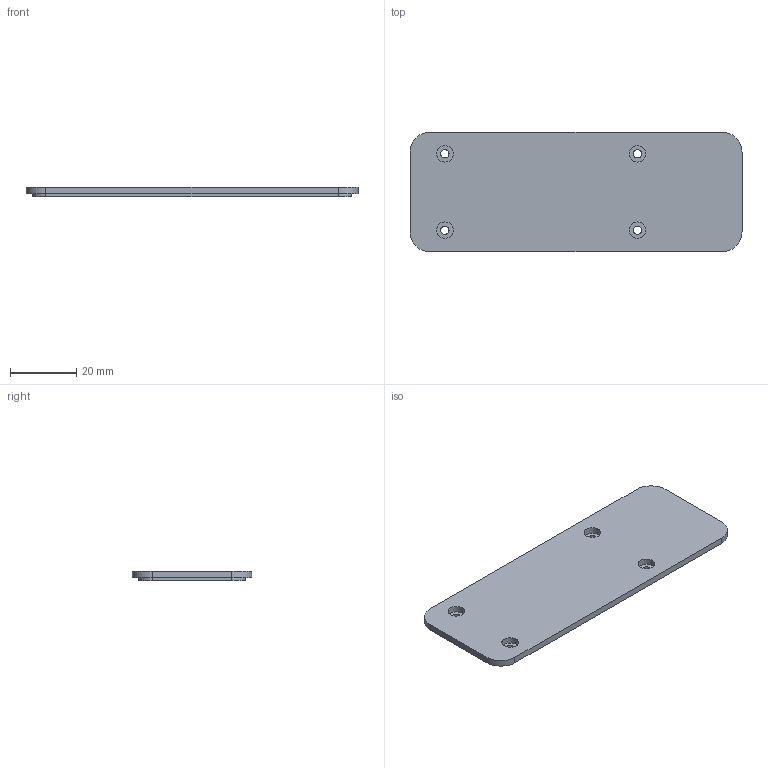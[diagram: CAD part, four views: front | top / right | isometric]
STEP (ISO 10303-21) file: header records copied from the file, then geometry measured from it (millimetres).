
FILE_DESCRIPTION(('FreeCAD Model'),'2;1');
FILE_NAME('Open CASCADE Shape Model','2024-01-14T11:06:23',('Author'),( ''),'Open CASCADE STEP processor 7.6','FreeCAD','Unknown');
FILE_SCHEMA(('AUTOMOTIVE_DESIGN { 1 0 10303 214 1 1 1 1 }'));
Length unit declared in the file: millimetre
Products named in the file (2): pizero-lid; Body002
Assembly tree (1 placements, depth 2):
  pizero-lid
    Body002
Bounding box: 100 x 36 x 3 mm (x, y, z)
Volume: 10019.7 mm3; surface area: 8028.5 mm2
Topology: 1 solids, 1 shells, 31 faces, 72 edges, 48 vertices
Faces by surface type: cylinder 16, plane 15
Full cylindrical faces by diameter (mm): 2.5 x4, 5 x4
Entity records: 1944 total; most frequent: CARTESIAN_POINT 405, DIRECTION 296, LINE 152, VECTOR 152, ORIENTED_EDGE 144, PCURVE 144, DEFINITIONAL_REPRESENTATION 144, EDGE_CURVE 72
